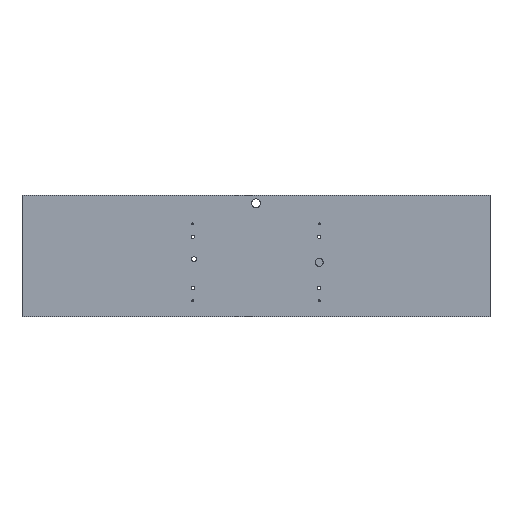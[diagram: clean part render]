
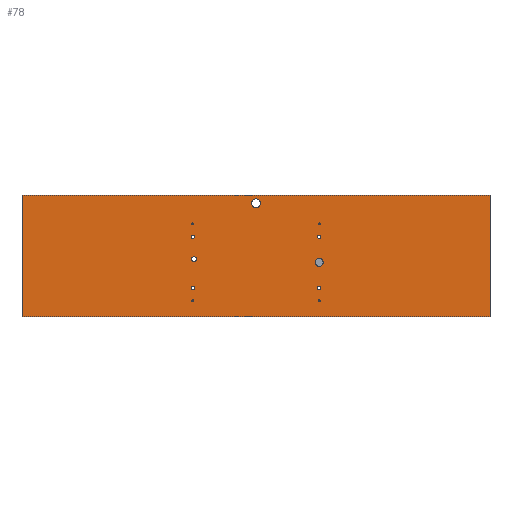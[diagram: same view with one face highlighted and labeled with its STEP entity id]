
A CAD part, top view. The second image highlights one B-rep face of the part: STEP entity #78.
In plain terms, the highlighted planar face has unit normal (0, 0, 1).
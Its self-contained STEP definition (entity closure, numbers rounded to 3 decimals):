
#78=ADVANCED_FACE('',(#198,#199,#200,#201,#202,#203,#204,#205,#206,#207,#208,#209),#210,.T.);
#198=FACE_BOUND('',#377,.T.);
#199=FACE_BOUND('',#378,.T.);
#200=FACE_BOUND('',#379,.T.);
#201=FACE_BOUND('',#380,.T.);
#202=FACE_BOUND('',#381,.T.);
#203=FACE_BOUND('',#382,.T.);
#204=FACE_BOUND('',#383,.T.);
#205=FACE_BOUND('',#384,.T.);
#206=FACE_BOUND('',#385,.T.);
#207=FACE_BOUND('',#386,.T.);
#208=FACE_BOUND('',#387,.T.);
#209=FACE_OUTER_BOUND('',#388,.T.);
#210=PLANE('',#389);
#377=EDGE_LOOP('',(#570));
#378=EDGE_LOOP('',(#571));
#379=EDGE_LOOP('',(#572));
#380=EDGE_LOOP('',(#573));
#381=EDGE_LOOP('',(#574));
#382=EDGE_LOOP('',(#575));
#383=EDGE_LOOP('',(#576));
#384=EDGE_LOOP('',(#577));
#385=EDGE_LOOP('',(#578));
#386=EDGE_LOOP('',(#579));
#387=EDGE_LOOP('',(#580));
#388=EDGE_LOOP('',(#581,#582,#583,#584));
#389=AXIS2_PLACEMENT_3D('',#585,#586,#587);
#570=ORIENTED_EDGE('',*,*,#830,.T.);
#571=ORIENTED_EDGE('',*,*,#831,.T.);
#572=ORIENTED_EDGE('',*,*,#832,.T.);
#573=ORIENTED_EDGE('',*,*,#833,.T.);
#574=ORIENTED_EDGE('',*,*,#834,.T.);
#575=ORIENTED_EDGE('',*,*,#835,.F.);
#576=ORIENTED_EDGE('',*,*,#836,.F.);
#577=ORIENTED_EDGE('',*,*,#837,.F.);
#578=ORIENTED_EDGE('',*,*,#838,.F.);
#579=ORIENTED_EDGE('',*,*,#839,.T.);
#580=ORIENTED_EDGE('',*,*,#840,.T.);
#581=ORIENTED_EDGE('',*,*,#805,.F.);
#582=ORIENTED_EDGE('',*,*,#825,.F.);
#583=ORIENTED_EDGE('',*,*,#841,.F.);
#584=ORIENTED_EDGE('',*,*,#828,.F.);
#585=CARTESIAN_POINT('',(97.5,18.0,766.5));
#586=DIRECTION('',(0.0,0.0,1.0));
#587=DIRECTION('',(-1.0,0.0,0.0));
#805=EDGE_CURVE('',#913,#914,#915,.T.);
#825=EDGE_CURVE('',#948,#913,#950,.T.);
#828=EDGE_CURVE('',#914,#952,#954,.T.);
#830=EDGE_CURVE('',#956,#956,#957,.T.);
#831=EDGE_CURVE('',#958,#958,#959,.T.);
#832=EDGE_CURVE('',#960,#960,#961,.T.);
#833=EDGE_CURVE('',#962,#962,#963,.T.);
#834=EDGE_CURVE('',#964,#964,#965,.T.);
#835=EDGE_CURVE('',#966,#966,#967,.T.);
#836=EDGE_CURVE('',#968,#968,#969,.T.);
#837=EDGE_CURVE('',#970,#970,#971,.T.);
#838=EDGE_CURVE('',#972,#972,#973,.T.);
#839=EDGE_CURVE('',#974,#974,#975,.T.);
#840=EDGE_CURVE('',#976,#976,#977,.T.);
#841=EDGE_CURVE('',#952,#948,#978,.T.);
#913=VERTEX_POINT('',#1069);
#914=VERTEX_POINT('',#1070);
#915=LINE('',#1071,#1072);
#948=VERTEX_POINT('',#1111);
#950=LINE('',#1114,#1115);
#952=VERTEX_POINT('',#1117);
#954=LINE('',#1120,#1121);
#956=VERTEX_POINT('',#1123);
#957=CIRCLE('',#1124,10.0);
#958=VERTEX_POINT('',#1125);
#959=CIRCLE('',#1126,2.5);
#960=VERTEX_POINT('',#1127);
#961=CIRCLE('',#1128,2.5);
#962=VERTEX_POINT('',#1129);
#963=CIRCLE('',#1130,2.5);
#964=VERTEX_POINT('',#1131);
#965=CIRCLE('',#1132,2.5);
#966=VERTEX_POINT('',#1133);
#967=CIRCLE('',#1134,4.0);
#968=VERTEX_POINT('',#1135);
#969=CIRCLE('',#1136,4.0);
#970=VERTEX_POINT('',#1137);
#971=CIRCLE('',#1138,4.0);
#972=VERTEX_POINT('',#1139);
#973=CIRCLE('',#1140,4.0);
#974=VERTEX_POINT('',#1141);
#975=CIRCLE('',#1142,11.0);
#976=VERTEX_POINT('',#1143);
#977=CIRCLE('',#1144,6.0);
#978=LINE('',#1145,#1146);
#1069=CARTESIAN_POINT('',(682.5,170.0,766.5));
#1070=CARTESIAN_POINT('',(682.5,-134.0,766.5));
#1071=CARTESIAN_POINT('',(682.5,18.0,766.5));
#1072=VECTOR('',#1252,1.0);
#1111=CARTESIAN_POINT('',(-487.5,170.0,766.5));
#1114=CARTESIAN_POINT('',(97.5,170.0,766.5));
#1115=VECTOR('',#1290,1.0);
#1117=CARTESIAN_POINT('',(-487.5,-134.0,766.5));
#1120=CARTESIAN_POINT('',(97.5,-134.0,766.5));
#1121=VECTOR('',#1292,1.0);
#1123=CARTESIAN_POINT('',(245.5,2.,766.5));
#1124=AXIS2_PLACEMENT_3D('',#1293,#1294,#1295);
#1125=CARTESIAN_POINT('',(255.5,100.5,766.5));
#1126=AXIS2_PLACEMENT_3D('',#1296,#1297,#1298);
#1127=CARTESIAN_POINT('',(255.5,-91.5,766.5));
#1128=AXIS2_PLACEMENT_3D('',#1299,#1300,#1301);
#1129=CARTESIAN_POINT('',(-60.5,100.5,766.5));
#1130=AXIS2_PLACEMENT_3D('',#1302,#1303,#1304);
#1131=CARTESIAN_POINT('',(-60.5,-91.5,766.5));
#1132=AXIS2_PLACEMENT_3D('',#1305,#1306,#1307);
#1133=CARTESIAN_POINT('',(259.5,66.0,766.5));
#1134=AXIS2_PLACEMENT_3D('',#1308,#1309,#1310);
#1135=CARTESIAN_POINT('',(259.5,-62.0,766.5));
#1136=AXIS2_PLACEMENT_3D('',#1311,#1312,#1313);
#1137=CARTESIAN_POINT('',(-56.5,66.0,766.5));
#1138=AXIS2_PLACEMENT_3D('',#1314,#1315,#1316);
#1139=CARTESIAN_POINT('',(-56.5,-62.0,766.5));
#1140=AXIS2_PLACEMENT_3D('',#1317,#1318,#1319);
#1141=CARTESIAN_POINT('',(86.5,150.0,766.5));
#1142=AXIS2_PLACEMENT_3D('',#1320,#1321,#1322);
#1143=CARTESIAN_POINT('',(-63.5,10.0,766.5));
#1144=AXIS2_PLACEMENT_3D('',#1323,#1324,#1325);
#1145=CARTESIAN_POINT('',(-487.5,18.0,766.5));
#1146=VECTOR('',#1326,1.0);
#1252=DIRECTION('',(0.0,-1.0,0.0));
#1290=DIRECTION('',(1.0,0.0,0.0));
#1292=DIRECTION('',(-1.0,0.0,0.0));
#1293=CARTESIAN_POINT('',(255.5,2.,766.5));
#1294=DIRECTION('',(0.0,0.0,-1.0));
#1295=DIRECTION('',(-1.0,0.0,0.0));
#1296=CARTESIAN_POINT('',(255.5,98.0,766.5));
#1297=DIRECTION('',(0.,0.,-1.0));
#1298=DIRECTION('',(0.,1.0,0.));
#1299=CARTESIAN_POINT('',(255.5,-94.0,766.5));
#1300=DIRECTION('',(0.,0.,-1.0));
#1301=DIRECTION('',(0.,1.0,0.));
#1302=CARTESIAN_POINT('',(-60.5,98.0,766.5));
#1303=DIRECTION('',(0.,0.,-1.0));
#1304=DIRECTION('',(0.,1.0,0.));
#1305=CARTESIAN_POINT('',(-60.5,-94.0,766.5));
#1306=DIRECTION('',(0.,0.,-1.0));
#1307=DIRECTION('',(0.,1.0,0.));
#1308=CARTESIAN_POINT('',(255.5,66.0,766.5));
#1309=DIRECTION('',(0.0,0.0,1.0));
#1310=DIRECTION('',(1.0,0.0,0.0));
#1311=CARTESIAN_POINT('',(255.5,-62.0,766.5));
#1312=DIRECTION('',(0.0,0.0,1.0));
#1313=DIRECTION('',(1.0,0.0,0.0));
#1314=CARTESIAN_POINT('',(-60.5,66.0,766.5));
#1315=DIRECTION('',(0.0,0.0,1.0));
#1316=DIRECTION('',(1.0,0.0,0.0));
#1317=CARTESIAN_POINT('',(-60.5,-62.0,766.5));
#1318=DIRECTION('',(0.0,0.0,1.0));
#1319=DIRECTION('',(1.0,0.0,0.0));
#1320=CARTESIAN_POINT('',(97.5,150.0,766.5));
#1321=DIRECTION('',(0.0,0.0,-1.0));
#1322=DIRECTION('',(-1.0,0.0,0.0));
#1323=CARTESIAN_POINT('',(-57.5,10.0,766.5));
#1324=DIRECTION('',(0.0,0.0,-1.0));
#1325=DIRECTION('',(-1.0,0.0,0.0));
#1326=DIRECTION('',(0.0,1.0,0.0));
